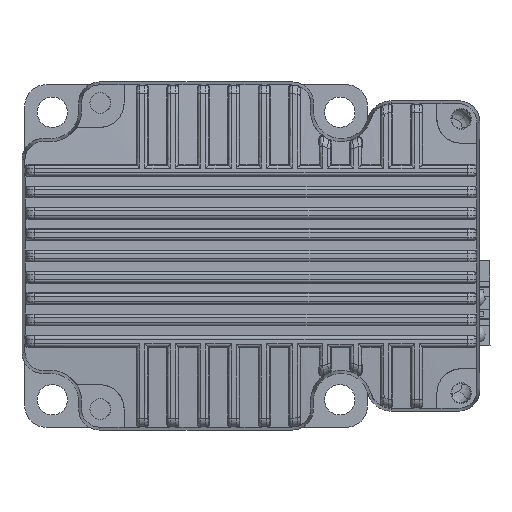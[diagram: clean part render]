
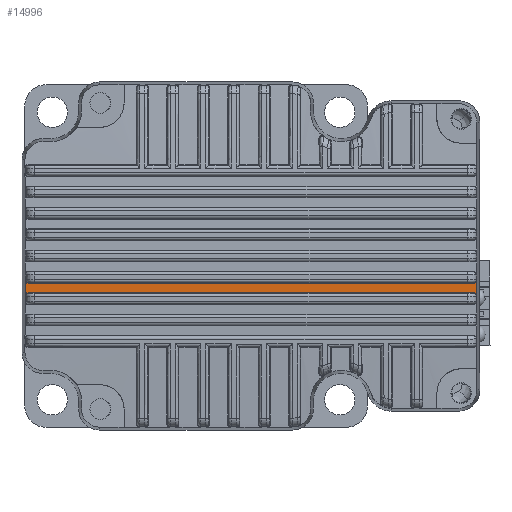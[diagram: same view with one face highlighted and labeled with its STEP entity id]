
A CAD part, front view. The second image highlights one B-rep face of the part: STEP entity #14996.
In plain terms, the highlighted cylindrical face has radius 272.359 mm (diameter 544.717 mm), a partial arc.
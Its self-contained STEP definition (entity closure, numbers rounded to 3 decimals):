
#129 = CARTESIAN_POINT ( 'NONE',  ( -17.157, -108.118, 57.339 ) ) ;
#2789 = VERTEX_POINT ( 'NONE', #20667 ) ;
#3283 = CARTESIAN_POINT ( 'NONE',  ( -17.211, -108.122, 57.6 ) ) ;
#3351 = DIRECTION ( 'NONE',  ( 0., 0., 1. ) ) ;
#3926 =( BOUNDED_CURVE ( )  B_SPLINE_CURVE ( 3, ( #30755, #15021, #37066, #18195 ),
 .UNSPECIFIED., .F., .T. ) 
 B_SPLINE_CURVE_WITH_KNOTS ( ( 4, 4 ),
 ( 3.118, 3.127 ),
 .UNSPECIFIED. ) 
 CURVE ( )  GEOMETRIC_REPRESENTATION_ITEM ( )  RATIONAL_B_SPLINE_CURVE ( ( 1., 1., 1., 1. ) ) 
 REPRESENTATION_ITEM ( '' )  );
#4079 = FACE_OUTER_BOUND ( 'NONE', #26166, .T. ) ;
#5955 = EDGE_CURVE ( 'NONE', #26464, #21982, #21155, .T. ) ;
#6392 = EDGE_CURVE ( 'NONE', #28531, #37041, #22477, .T. ) ;
#7495 = CARTESIAN_POINT ( 'NONE',  ( 56.648, -108.083, 55.487 ) ) ;
#8020 = CARTESIAN_POINT ( 'NONE',  ( -17.212, -108.076, 55.174 ) ) ;
#8162 = CARTESIAN_POINT ( 'NONE',  ( -16.844, -108.084, 55.541 ) ) ;
#8590 = VECTOR ( 'NONE', #36923, 1000. ) ;
#9358 = VERTEX_POINT ( 'NONE', #16240 ) ;
#9445 = DIRECTION ( 'NONE',  ( 1., 0., 0. ) ) ;
#10336 = ORIENTED_EDGE ( 'NONE', *, *, #23224, .F. ) ;
#10681 = CARTESIAN_POINT ( 'NONE',  ( 56.386, -108.084, 55.541 ) ) ;
#12512 = AXIS2_PLACEMENT_3D ( 'NONE', #38077, #34960, #3351 ) ;
#12530 = CARTESIAN_POINT ( 'NONE',  ( 56.886, -108.122, 57.6 ) ) ;
#13553 = CARTESIAN_POINT ( 'NONE',  ( 56.386, -108.114, 57.1 ) ) ;
#14332 = ORIENTED_EDGE ( 'NONE', *, *, #6392, .T. ) ;
#14507 =( BOUNDED_CURVE ( )  B_SPLINE_CURVE ( 3, ( #17955, #30656, #40081, #21271 ),
 .UNSPECIFIED., .F., .F. ) 
 B_SPLINE_CURVE_WITH_KNOTS ( ( 4, 4 ),
 ( 0.015, 0.024 ),
 .UNSPECIFIED. ) 
 CURVE ( )  GEOMETRIC_REPRESENTATION_ITEM ( )  RATIONAL_B_SPLINE_CURVE ( ( 1., 1., 1., 1. ) ) 
 REPRESENTATION_ITEM ( '' )  );
#14996 = ADVANCED_FACE ( 'NONE', ( #4079 ), #35670, .T. ) ;
#15021 = CARTESIAN_POINT ( 'NONE',  ( -17.211, -108.093, 55.894 ) ) ;
#15608 = B_SPLINE_CURVE_WITH_KNOTS ( 'NONE', 3,
 ( #34765, #37884, #19050, #129, #22218, #3283 ),
 .UNSPECIFIED., .F., .F.,
 ( 4, 2, 4 ),
 ( 0., 0., 0.001 ),
 .UNSPECIFIED. ) ;
#16240 = CARTESIAN_POINT ( 'NONE',  ( -17.211, -108.122, 57.6 ) ) ;
#17955 = CARTESIAN_POINT ( 'NONE',  ( 56.886, -108.122, 57.6 ) ) ;
#18195 = CARTESIAN_POINT ( 'NONE',  ( -17.211, -108.122, 57.6 ) ) ;
#18864 = CARTESIAN_POINT ( 'NONE',  ( 56.647, -108.115, 57.154 ) ) ;
#19050 = CARTESIAN_POINT ( 'NONE',  ( -16.972, -108.115, 57.154 ) ) ;
#19381 = B_SPLINE_CURVE_WITH_KNOTS ( 'NONE', 3,
 ( #12530, #30460, #37712, #18864, #40863, #22041 ),
 .UNSPECIFIED., .F., .F.,
 ( 4, 2, 4 ),
 ( 0., 0., 0.001 ),
 .UNSPECIFIED. ) ;
#19601 = EDGE_CURVE ( 'NONE', #28531, #9358, #3926, .T. ) ;
#19902 = ORIENTED_EDGE ( 'NONE', *, *, #34394, .T. ) ;
#20267 = ORIENTED_EDGE ( 'NONE', *, *, #40219, .T. ) ;
#20667 = CARTESIAN_POINT ( 'NONE',  ( 56.886, -108.122, 57.6 ) ) ;
#21155 = B_SPLINE_CURVE_WITH_KNOTS ( 'NONE', 3,
 ( #26429, #35764, #38898, #7495, #29605, #10681 ),
 .UNSPECIFIED., .F., .F.,
 ( 4, 2, 4 ),
 ( 0., 0., 0.001 ),
 .UNSPECIFIED. ) ;
#21271 = CARTESIAN_POINT ( 'NONE',  ( 56.886, -108.073, 55.042 ) ) ;
#21982 = VERTEX_POINT ( 'NONE', #40619 ) ;
#22041 = CARTESIAN_POINT ( 'NONE',  ( 56.386, -108.114, 57.1 ) ) ;
#22218 = CARTESIAN_POINT ( 'NONE',  ( -17.211, -108.12, 57.468 ) ) ;
#22477 = B_SPLINE_CURVE_WITH_KNOTS ( 'NONE', 3,
 ( #23892, #8020, #33259, #27067, #8162, #30258 ),
 .UNSPECIFIED., .F., .F.,
 ( 4, 2, 4 ),
 ( 0., 0., 0.001 ),
 .UNSPECIFIED. ) ;
#22858 = VECTOR ( 'NONE', #9445, 1000. ) ;
#22987 = CARTESIAN_POINT ( 'NONE',  ( -16.712, -108.084, 55.541 ) ) ;
#23205 = CARTESIAN_POINT ( 'NONE',  ( -17.212, -108.073, 55.042 ) ) ;
#23224 = EDGE_CURVE ( 'NONE', #2789, #26464, #14507, .T. ) ;
#23892 = CARTESIAN_POINT ( 'NONE',  ( -17.212, -108.073, 55.042 ) ) ;
#24987 = EDGE_CURVE ( 'NONE', #2789, #25079, #19381, .T. ) ;
#25079 = VERTEX_POINT ( 'NONE', #13553 ) ;
#25141 = VERTEX_POINT ( 'NONE', #32718 ) ;
#25379 = LINE ( 'NONE', #33758, #8590 ) ;
#26166 = EDGE_LOOP ( 'NONE', ( #38313, #14332, #20267, #33545, #10336, #36233, #19902, #32278 ) ) ;
#26429 = CARTESIAN_POINT ( 'NONE',  ( 56.886, -108.073, 55.042 ) ) ;
#26464 = VERTEX_POINT ( 'NONE', #26949 ) ;
#26949 = CARTESIAN_POINT ( 'NONE',  ( 56.886, -108.073, 55.042 ) ) ;
#27067 = CARTESIAN_POINT ( 'NONE',  ( -16.973, -108.083, 55.487 ) ) ;
#28345 = CARTESIAN_POINT ( 'NONE',  ( 184.931, -108.084, 55.541 ) ) ;
#28531 = VERTEX_POINT ( 'NONE', #23205 ) ;
#29605 = CARTESIAN_POINT ( 'NONE',  ( 56.518, -108.084, 55.541 ) ) ;
#30258 = CARTESIAN_POINT ( 'NONE',  ( -16.712, -108.084, 55.541 ) ) ;
#30460 = CARTESIAN_POINT ( 'NONE',  ( 56.886, -108.12, 57.468 ) ) ;
#30656 = CARTESIAN_POINT ( 'NONE',  ( 56.886, -108.11, 56.747 ) ) ;
#30755 = CARTESIAN_POINT ( 'NONE',  ( -17.212, -108.073, 55.042 ) ) ;
#31272 = LINE ( 'NONE', #28345, #22858 ) ;
#32278 = ORIENTED_EDGE ( 'NONE', *, *, #38648, .T. ) ;
#32718 = CARTESIAN_POINT ( 'NONE',  ( -16.711, -108.114, 57.1 ) ) ;
#33259 = CARTESIAN_POINT ( 'NONE',  ( -17.158, -108.079, 55.303 ) ) ;
#33545 = ORIENTED_EDGE ( 'NONE', *, *, #5955, .F. ) ;
#33758 = CARTESIAN_POINT ( 'NONE',  ( 184.931, -108.114, 57.1 ) ) ;
#34394 = EDGE_CURVE ( 'NONE', #25079, #25141, #25379, .T. ) ;
#34765 = CARTESIAN_POINT ( 'NONE',  ( -16.711, -108.114, 57.1 ) ) ;
#34960 = DIRECTION ( 'NONE',  ( -1., 0., 0. ) ) ;
#35670 = CYLINDRICAL_SURFACE ( 'NONE', #12512, 272.359 ) ;
#35764 = CARTESIAN_POINT ( 'NONE',  ( 56.886, -108.076, 55.174 ) ) ;
#36233 = ORIENTED_EDGE ( 'NONE', *, *, #24987, .T. ) ;
#36923 = DIRECTION ( 'NONE',  ( -1., 0., 0. ) ) ;
#37041 = VERTEX_POINT ( 'NONE', #22987 ) ;
#37066 = CARTESIAN_POINT ( 'NONE',  ( -17.211, -108.11, 56.747 ) ) ;
#37712 = CARTESIAN_POINT ( 'NONE',  ( 56.831, -108.118, 57.339 ) ) ;
#37884 = CARTESIAN_POINT ( 'NONE',  ( -16.843, -108.114, 57.1 ) ) ;
#38077 = CARTESIAN_POINT ( 'NONE',  ( 184.931, 164.208, 61.57 ) ) ;
#38313 = ORIENTED_EDGE ( 'NONE', *, *, #19601, .F. ) ;
#38648 = EDGE_CURVE ( 'NONE', #25141, #9358, #15608, .T. ) ;
#38898 = CARTESIAN_POINT ( 'NONE',  ( 56.832, -108.079, 55.303 ) ) ;
#40081 = CARTESIAN_POINT ( 'NONE',  ( 56.886, -108.093, 55.894 ) ) ;
#40219 = EDGE_CURVE ( 'NONE', #37041, #21982, #31272, .T. ) ;
#40619 = CARTESIAN_POINT ( 'NONE',  ( 56.386, -108.084, 55.541 ) ) ;
#40863 = CARTESIAN_POINT ( 'NONE',  ( 56.518, -108.114, 57.1 ) ) ;
